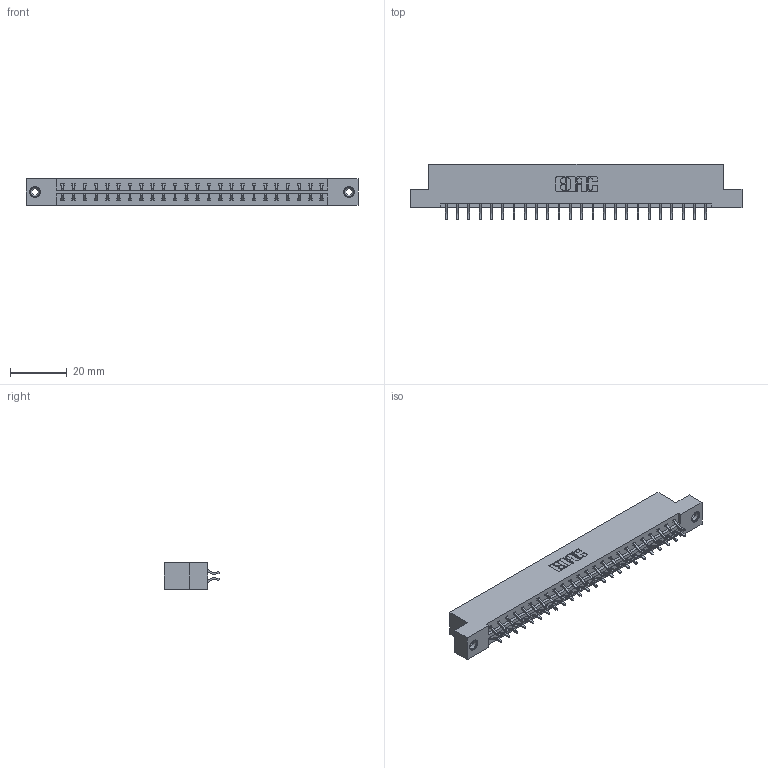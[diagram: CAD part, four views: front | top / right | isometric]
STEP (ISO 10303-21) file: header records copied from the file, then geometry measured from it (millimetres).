
FILE_DESCRIPTION (( 'STEP AP203' ), '1' );
FILE_NAME ('833-048-556-208.STEP', '2020-06-04T16:27:50', ( '' ), ( '' ), 'SwSTEP 2.0', 'SolidWorks 2020', '' );
FILE_SCHEMA (( 'CONFIG_CONTROL_DESIGN' ));
Length unit declared in the file: inch
Products named in the file (4): 345-292-001_556 Tail; 833 Part_Flush - .156 Dia - TI; 345-250-001_345-250-003-102; 833-048-556-208
Assembly tree (51 placements, depth 2):
  833-048-556-208
    833 Part_Flush - .156 Dia - TI
    345-292-001_556 Tail  x48
    345-250-001_345-250-003-102  x2
Bounding box: 116.64 x 19.57 x 9.4 mm (x, y, z)
Volume: 11731.2 mm3; surface area: 13650.2 mm2
Topology: 51 solids, 51 shells, 2958 faces, 8751 edges, 5762 vertices
Faces by surface type: plane 2022, cylinder 920, cone 12, torus 4
Entity records: 19174 total; most frequent: CARTESIAN_POINT 3197, ORIENTED_EDGE 3114, DIRECTION 2783, EDGE_CURVE 1557, VECTOR 1401, LINE 1401, VERTEX_POINT 1032, AXIS2_PLACEMENT_3D 691
